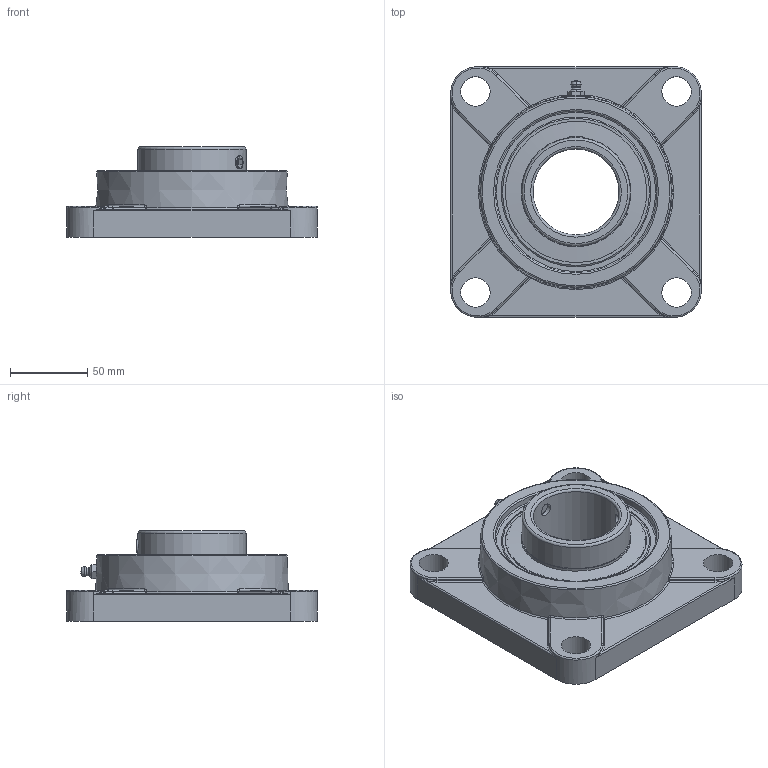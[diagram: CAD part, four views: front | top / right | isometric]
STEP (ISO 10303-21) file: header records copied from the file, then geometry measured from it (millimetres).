
FILE_DESCRIPTION(('HOOPS Exchange Step'),'2;1');
FILE_NAME('export-3D2408B8-2B72-4BFF-8257-9D8AD81BD766.stp','2019-12-12T15:44:34-08:00',('ibuslach'),('Alibre'),'HOOPS Exchange 2019.2','Alibre','Unknown authorisation');
FILE_SCHEMA( ('AP242_MANAGED_MODEL_BASED_3D_ENGINEERING_MIM_LF {1 0 10303 442 1 1 4 }') );
Length unit declared in the file: centimetre
Products named in the file (7): MRN SF 211; UCP ZERK 6mm; SUC 211-35 RACES; SUC 211 SHIELD; SUC 211 SS; MRN SUC 211-35; MRN SUCF 211-35
Assembly tree (8 placements, depth 3):
  MRN SUCF 211-35
    MRN SF 211
    UCP ZERK 6mm
    MRN SUC 211-35
      SUC 211-35 RACES
      SUC 211 SHIELD  x2
      SUC 211 SS  x2
Bounding box: 162 x 162 x 58.4 mm (x, y, z)
Volume: 514541.1 mm3; surface area: 129538.4 mm2
Topology: 8 solids, 8 shells, 231 faces, 583 edges, 347 vertices
Faces by surface type: plane 66, cylinder 63, torus 36, bspline 28, sphere 19, cone 19
Full cylindrical faces by diameter (mm): 1.509 x2, 6 x2, 8.382 x4, 19 x4, 55.562 x1, 69.85 x3, 70.866 x2, 88.9 x1, 91.44 x2, 104.775 x1, 109.22 x1
Entity records: 11393 total; most frequent: CARTESIAN_POINT 6223, DIRECTION 1094, ORIENTED_EDGE 1028, EDGE_CURVE 514, AXIS2_PLACEMENT_3D 470, VERTEX_POINT 316, CIRCLE 263, EDGE_LOOP 242
